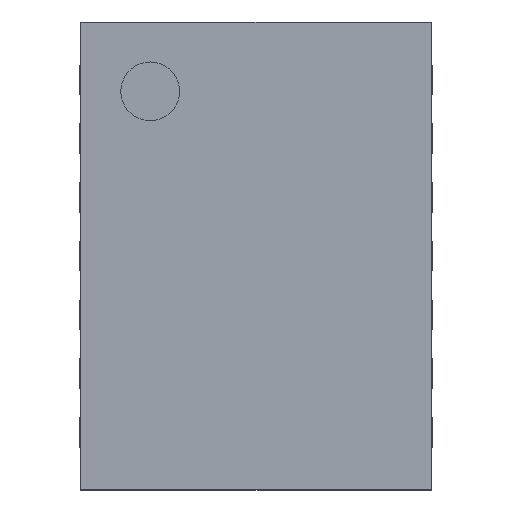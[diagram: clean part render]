
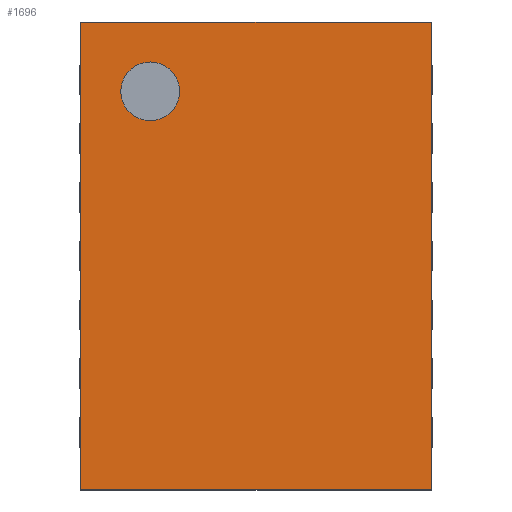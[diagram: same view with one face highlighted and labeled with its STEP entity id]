
A CAD part, top view. The second image highlights one B-rep face of the part: STEP entity #1696.
In plain terms, the highlighted planar face has unit normal (0, 0, 1).
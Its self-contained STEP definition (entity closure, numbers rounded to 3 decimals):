
#13=DIRECTION('',(0.,0.,1.));
#96=DIRECTION('',(0.,0.,-1.));
#153=VECTOR('',#154,1.);
#154=DIRECTION('',(0.,-1.,0.));
#160=VECTOR('',#161,1.);
#161=DIRECTION('',(1.,0.,0.));
#520=VERTEX_POINT('',#521);
#521=CARTESIAN_POINT('',(-1.49,1.99,0.77));
#523=ORIENTED_EDGE('',*,*,#524,.T.);
#524=EDGE_CURVE('',#520,#525,#527,.T.);
#525=VERTEX_POINT('',#526);
#526=CARTESIAN_POINT('',(-1.49,-1.99,0.77));
#527=LINE('',#521,#153);
#656=VERTEX_POINT('',#657);
#657=CARTESIAN_POINT('',(1.49,1.99,0.77));
#660=EDGE_CURVE('',#656,#661,#663,.T.);
#661=VERTEX_POINT('',#662);
#662=CARTESIAN_POINT('',(1.49,-1.99,0.77));
#663=LINE('',#657,#153);
#786=ORIENTED_EDGE('',*,*,#787,.F.);
#787=EDGE_CURVE('',#520,#656,#788,.T.);
#788=LINE('',#521,#160);
#1616=EDGE_CURVE('',#525,#661,#1617,.T.);
#1617=LINE('',#526,#160);
#1696=ADVANCED_FACE('',(#1697,#1701),#1710,.T.);
#1697=FACE_BOUND('',#1698,.T.);
#1698=EDGE_LOOP('',(#786,#523,#1699,#1700));
#1699=ORIENTED_EDGE('',*,*,#1616,.T.);
#1700=ORIENTED_EDGE('',*,*,#660,.F.);
#1701=FACE_BOUND('',#1702,.T.);
#1702=EDGE_LOOP('',(#1703));
#1703=ORIENTED_EDGE('',*,*,#1704,.T.);
#1704=EDGE_CURVE('',#1705,#1705,#1707,.T.);
#1705=VERTEX_POINT('',#1706);
#1706=CARTESIAN_POINT('',(-0.9,1.15,0.77));
#1707=CIRCLE('',#1708,0.25);
#1708=AXIS2_PLACEMENT_3D('',#1709,#96,#154);
#1709=CARTESIAN_POINT('',(-0.9,1.4,0.77));
#1710=PLANE('',#1711);
#1711=AXIS2_PLACEMENT_3D('',#521,#13,#154);
